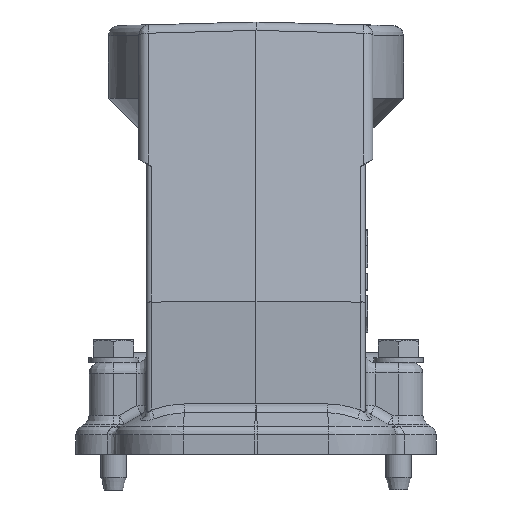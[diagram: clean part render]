
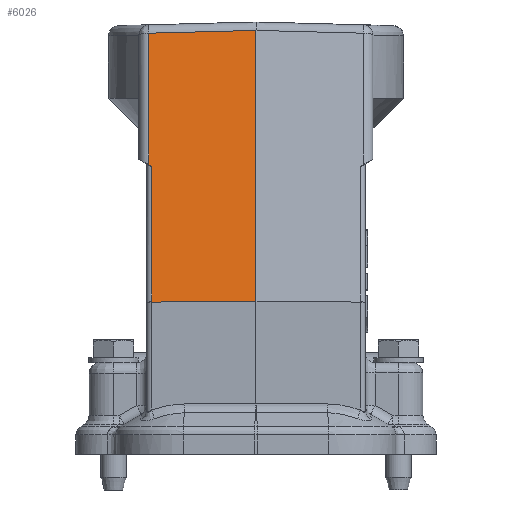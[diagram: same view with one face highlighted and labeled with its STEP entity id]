
A CAD part, left-side view. The second image highlights one B-rep face of the part: STEP entity #6026.
In plain terms, the highlighted planar face has unit normal (-0.985, 0.026, 0.174).
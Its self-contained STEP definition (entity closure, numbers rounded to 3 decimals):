
#6026=ADVANCED_FACE('',(#7005),#6474,.T.);
#6474=PLANE('',#17587);
#7005=FACE_OUTER_BOUND('',#7726,.T.);
#7726=EDGE_LOOP('',(#10520,#10521,#10522,#10523,#10524,#10525));
#10520=ORIENTED_EDGE('',*,*,#14126,.T.);
#10521=ORIENTED_EDGE('',*,*,#14125,.T.);
#10522=ORIENTED_EDGE('',*,*,#14121,.T.);
#10523=ORIENTED_EDGE('',*,*,#13778,.T.);
#10524=ORIENTED_EDGE('',*,*,#13784,.F.);
#10525=ORIENTED_EDGE('',*,*,#14127,.F.);
#12443=VERTEX_POINT('',#28004);
#12446=VERTEX_POINT('',#28014);
#12451=VERTEX_POINT('',#28035);
#12646=VERTEX_POINT('',#31244);
#12647=VERTEX_POINT('',#31269);
#12649=VERTEX_POINT('',#31275);
#13778=EDGE_CURVE('',#12443,#12446,#15118,.T.);
#13784=EDGE_CURVE('',#12451,#12446,#15122,.T.);
#14121=EDGE_CURVE('',#12646,#12443,#15255,.T.);
#14125=EDGE_CURVE('',#12647,#12646,#15257,.T.);
#14126=EDGE_CURVE('',#12649,#12647,#15258,.T.);
#14127=EDGE_CURVE('',#12649,#12451,#15259,.T.);
#15118=LINE('',#28015,#15928);
#15122=LINE('',#28036,#15932);
#15255=LINE('',#31243,#16065);
#15257=LINE('',#31272,#16067);
#15258=LINE('',#31274,#16068);
#15259=LINE('',#31276,#16069);
#15928=VECTOR('',#19189,1.);
#15932=VECTOR('',#19197,1.);
#16065=VECTOR('',#19686,1.);
#16067=VECTOR('',#19692,1.);
#16068=VECTOR('',#19695,1.);
#16069=VECTOR('',#19696,1.);
#17587=AXIS2_PLACEMENT_3D('',#31277,#19697,#19698);
#19189=DIRECTION('',(-0.174,0.,-0.985));
#19197=DIRECTION('',(0.026,1.,-0.002));
#19686=DIRECTION('',(-0.111,-0.861,-0.497));
#19692=DIRECTION('',(-0.174,0.,-0.985));
#19695=DIRECTION('',(0.022,0.999,-0.026));
#19696=DIRECTION('',(-0.174,0.,-0.985));
#19697=DIRECTION('',(-0.984,0.026,0.174));
#19698=DIRECTION('',(0.174,0.,0.985));
#28004=CARTESIAN_POINT('',(-54.769,20.526,45.372));
#28014=CARTESIAN_POINT('',(-59.463,20.526,18.753));
#28015=CARTESIAN_POINT('',(-54.769,20.526,45.372));
#28035=CARTESIAN_POINT('',(-60.,0.,18.8));
#28036=CARTESIAN_POINT('',(-60.,0.,18.8));
#31243=CARTESIAN_POINT('',(-54.701,21.052,45.676));
#31244=CARTESIAN_POINT('',(-54.701,21.052,45.676));
#31269=CARTESIAN_POINT('',(-50.131,21.052,71.597));
#31272=CARTESIAN_POINT('',(-50.131,21.052,71.597));
#31274=CARTESIAN_POINT('',(-50.593,0.,72.148));
#31275=CARTESIAN_POINT('',(-50.593,0.,72.148));
#31276=CARTESIAN_POINT('',(-50.593,0.,72.148));
#31277=CARTESIAN_POINT('',(-60.023,0.,18.67));
